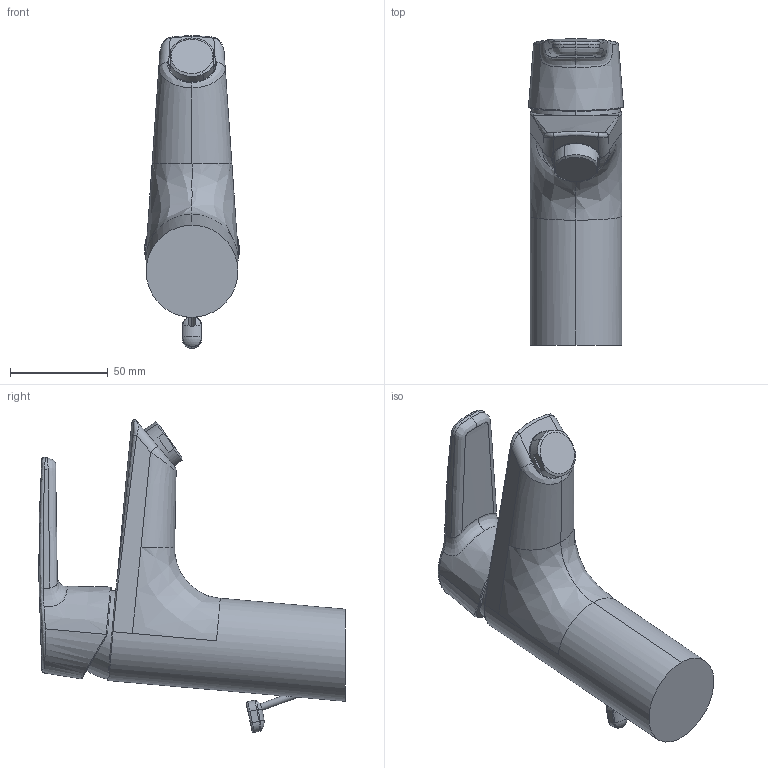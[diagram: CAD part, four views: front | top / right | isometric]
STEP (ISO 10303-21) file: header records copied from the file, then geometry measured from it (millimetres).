
FILE_DESCRIPTION (( 'STEP AP203' ), '1' );
FILE_NAME ('3914F-104(2022)+3914F-105(2022)+515022930004(2022)+515022930005(2022).STEP', '2022-02-21T12:33:00', ( '' ), ( '' ), 'SwSTEP 2.0', 'SolidWorks 2016', '' );
FILE_SCHEMA (( 'CONFIG_CONTROL_DESIGN' ));
Length unit declared in the file: millimetre
Products named in the file (1): 3914F-104(2022)+3914F-105(2022)+515022930004(2022)+515022930005(2022)
Bounding box: 48.62 x 157 x 160.27 mm (x, y, z)
Volume: 368031.4 mm3; surface area: 41109.2 mm2
Topology: 1 solids, 1 shells, 97 faces, 267 edges, 173 vertices
Faces by surface type: bspline 56, cylinder 18, plane 14, torus 4, cone 3, sphere 2
Entity records: 15434 total; most frequent: CARTESIAN_POINT 13392, ORIENTED_EDGE 532, EDGE_CURVE 266, DIRECTION 233, VERTEX_POINT 173, B_SPLINE_CURVE_WITH_KNOTS 161, EDGE_LOOP 99, ADVANCED_FACE 97
